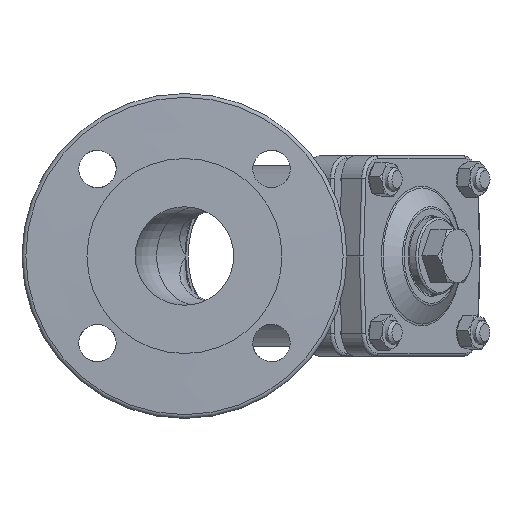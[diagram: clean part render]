
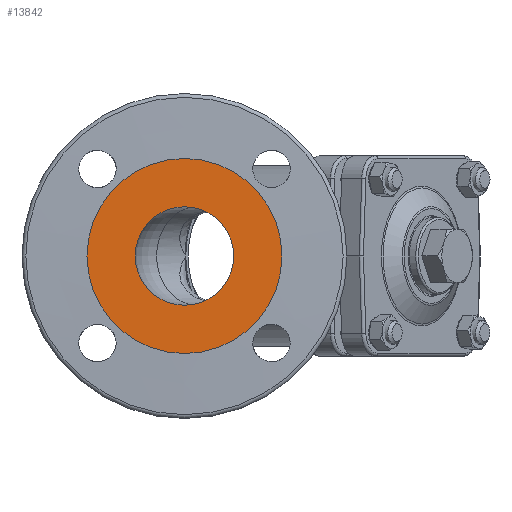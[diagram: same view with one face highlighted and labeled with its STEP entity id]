
A CAD part, left-side view. The second image highlights one B-rep face of the part: STEP entity #13842.
In plain terms, the highlighted planar face has unit normal (-1, 0, 0).
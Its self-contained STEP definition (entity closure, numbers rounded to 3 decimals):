
#373=PLANE('',#14699);
#603=FACE_BOUND('',#2900,.T.);
#896=CIRCLE('',#14606,25.);
#926=CIRCLE('',#14668,49.5);
#1918=FACE_OUTER_BOUND('',#2899,.T.);
#2899=EDGE_LOOP('',(#11528));
#2900=EDGE_LOOP('',(#11529));
#6390=VERTEX_POINT('',#28808);
#6449=VERTEX_POINT('',#30642);
#8137=EDGE_CURVE('',#6390,#6390,#896,.T.);
#8199=EDGE_CURVE('',#6449,#6449,#926,.T.);
#11528=ORIENTED_EDGE('',*,*,#8199,.F.);
#11529=ORIENTED_EDGE('',*,*,#8137,.T.);
#13842=ADVANCED_FACE('',(#1918,#603),#373,.T.);
#14606=AXIS2_PLACEMENT_3D('',#28809,#16566,#16567);
#14668=AXIS2_PLACEMENT_3D('',#30643,#16690,#16691);
#14699=AXIS2_PLACEMENT_3D('',#31641,#16765,#16766);
#16566=DIRECTION('center_axis',(1.,0.,0.));
#16567=DIRECTION('ref_axis',(0.,0.,-1.));
#16690=DIRECTION('center_axis',(1.,0.,0.));
#16691=DIRECTION('ref_axis',(0.,0.,-1.));
#16765=DIRECTION('center_axis',(-1.,0.,0.));
#16766=DIRECTION('ref_axis',(0.,0.,1.));
#28808=CARTESIAN_POINT('',(-230.,-25.,0.));
#28809=CARTESIAN_POINT('Origin',(-230.,0.,0.));
#30642=CARTESIAN_POINT('',(-230.,0.,-49.5));
#30643=CARTESIAN_POINT('Origin',(-230.,0.,0.));
#31641=CARTESIAN_POINT('Origin',(-230.,0.,0.));
